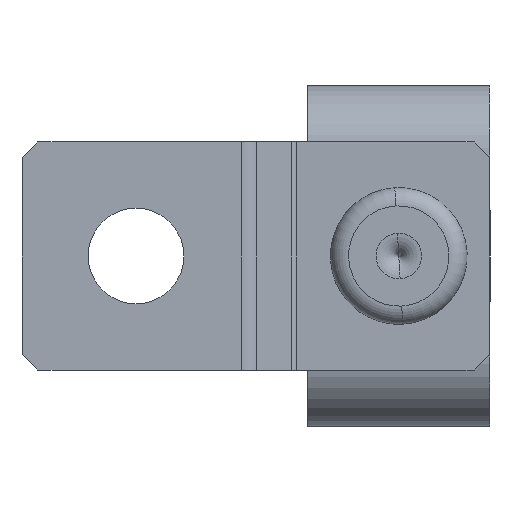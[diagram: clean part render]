
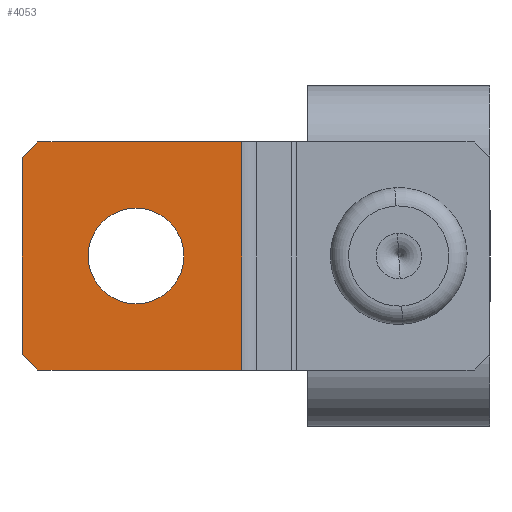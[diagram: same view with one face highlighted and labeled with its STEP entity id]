
A CAD part, front view. The second image highlights one B-rep face of the part: STEP entity #4053.
In plain terms, the highlighted planar face has unit normal (0, -1, 0).
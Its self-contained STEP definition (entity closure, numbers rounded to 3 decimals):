
#23 = CARTESIAN_POINT ( 'NONE',  ( 0.7, 0., -10. ) ) ;
#25 = LINE ( 'NONE', #3853, #4544 ) ;
#361 = CARTESIAN_POINT ( 'NONE',  ( -4.65, 0., -5.35 ) ) ;
#366 = VECTOR ( 'NONE', #3707, 1000. ) ;
#389 = DIRECTION ( 'NONE',  ( 0., -1., 0. ) ) ;
#511 = LINE ( 'NONE', #3264, #366 ) ;
#519 = CIRCLE ( 'NONE', #989, 2.1 ) ;
#535 = VERTEX_POINT ( 'NONE', #2586 ) ;
#577 = CARTESIAN_POINT ( 'NONE',  ( 0., 0., -0.7 ) ) ;
#653 = ORIENTED_EDGE ( 'NONE', *, *, #2407, .F. ) ;
#654 = LINE ( 'NONE', #361, #5043 ) ;
#699 = VERTEX_POINT ( 'NONE', #23 ) ;
#770 = DIRECTION ( 'NONE',  ( 0., 0., 1. ) ) ;
#810 = CARTESIAN_POINT ( 'NONE',  ( 5., 0., -5. ) ) ;
#928 = ORIENTED_EDGE ( 'NONE', *, *, #1604, .T. ) ;
#989 = AXIS2_PLACEMENT_3D ( 'NONE', #810, #3894, #1277 ) ;
#1027 = VERTEX_POINT ( 'NONE', #1240 ) ;
#1240 = CARTESIAN_POINT ( 'NONE',  ( 5., 0., -2.9 ) ) ;
#1277 = DIRECTION ( 'NONE',  ( 0., 0., -1. ) ) ;
#1460 = CARTESIAN_POINT ( 'NONE',  ( 0.35, 0., -9.65 ) ) ;
#1552 = CARTESIAN_POINT ( 'NONE',  ( 5., 0., -5. ) ) ;
#1571 = LINE ( 'NONE', #1460, #3750 ) ;
#1604 = EDGE_CURVE ( 'NONE', #699, #535, #2688, .T. ) ;
#1622 = VERTEX_POINT ( 'NONE', #2090 ) ;
#1900 = ORIENTED_EDGE ( 'NONE', *, *, #2374, .T. ) ;
#1986 = DIRECTION ( 'NONE',  ( 0., 0., -1. ) ) ;
#2016 = ORIENTED_EDGE ( 'NONE', *, *, #3520, .F. ) ;
#2030 = EDGE_CURVE ( 'NONE', #1027, #2451, #2611, .T. ) ;
#2081 = AXIS2_PLACEMENT_3D ( 'NONE', #2608, #389, #3458 ) ;
#2090 = CARTESIAN_POINT ( 'NONE',  ( 0., 0., -9.3 ) ) ;
#2144 = PLANE ( 'NONE',  #2081 ) ;
#2361 = VERTEX_POINT ( 'NONE', #3432 ) ;
#2374 = EDGE_CURVE ( 'NONE', #4588, #2645, #654, .T. ) ;
#2407 = EDGE_CURVE ( 'NONE', #2451, #1027, #519, .T. ) ;
#2438 = DIRECTION ( 'NONE',  ( 1., 0., 0. ) ) ;
#2451 = VERTEX_POINT ( 'NONE', #4780 ) ;
#2483 = ORIENTED_EDGE ( 'NONE', *, *, #3481, .F. ) ;
#2586 = CARTESIAN_POINT ( 'NONE',  ( 9.627, 0., -10. ) ) ;
#2608 = CARTESIAN_POINT ( 'NONE',  ( 0., 0., -10. ) ) ;
#2611 = CIRCLE ( 'NONE', #3856, 2.1 ) ;
#2645 = VERTEX_POINT ( 'NONE', #577 ) ;
#2688 = LINE ( 'NONE', #3212, #3697 ) ;
#2883 = EDGE_LOOP ( 'NONE', ( #2483, #2973, #928, #4601, #2016, #1900 ) ) ;
#2904 = EDGE_CURVE ( 'NONE', #535, #2361, #25, .T. ) ;
#2973 = ORIENTED_EDGE ( 'NONE', *, *, #4535, .T. ) ;
#3212 = CARTESIAN_POINT ( 'NONE',  ( 0., 0., -10. ) ) ;
#3264 = CARTESIAN_POINT ( 'NONE',  ( 0., 0., -10. ) ) ;
#3364 = EDGE_LOOP ( 'NONE', ( #4577, #653 ) ) ;
#3432 = CARTESIAN_POINT ( 'NONE',  ( 9.627, 0., 0. ) ) ;
#3457 = FACE_BOUND ( 'NONE', #3364, .T. ) ;
#3458 = DIRECTION ( 'NONE',  ( 0., 0., -1. ) ) ;
#3481 = EDGE_CURVE ( 'NONE', #1622, #2645, #511, .T. ) ;
#3520 = EDGE_CURVE ( 'NONE', #4588, #2361, #4890, .T. ) ;
#3605 = VECTOR ( 'NONE', #3725, 1000. ) ;
#3697 = VECTOR ( 'NONE', #2438, 1000. ) ;
#3707 = DIRECTION ( 'NONE',  ( 0., 0., 1. ) ) ;
#3725 = DIRECTION ( 'NONE',  ( 1., 0., 0. ) ) ;
#3750 = VECTOR ( 'NONE', #4496, 1000. ) ;
#3853 = CARTESIAN_POINT ( 'NONE',  ( 9.627, 0., -10. ) ) ;
#3856 = AXIS2_PLACEMENT_3D ( 'NONE', #1552, #4576, #1986 ) ;
#3894 = DIRECTION ( 'NONE',  ( 0., -1., 0. ) ) ;
#4053 = ADVANCED_FACE ( 'NONE', ( #3457, #5636 ), #2144, .T. ) ;
#4116 = CARTESIAN_POINT ( 'NONE',  ( 0.7, 0., 0. ) ) ;
#4145 = CARTESIAN_POINT ( 'NONE',  ( 0., 0., 0. ) ) ;
#4304 = DIRECTION ( 'NONE',  ( -0.707, 0., -0.707 ) ) ;
#4496 = DIRECTION ( 'NONE',  ( 0.707, 0., -0.707 ) ) ;
#4535 = EDGE_CURVE ( 'NONE', #1622, #699, #1571, .T. ) ;
#4544 = VECTOR ( 'NONE', #770, 1000. ) ;
#4576 = DIRECTION ( 'NONE',  ( 0., -1., 0. ) ) ;
#4577 = ORIENTED_EDGE ( 'NONE', *, *, #2030, .F. ) ;
#4588 = VERTEX_POINT ( 'NONE', #4116 ) ;
#4601 = ORIENTED_EDGE ( 'NONE', *, *, #2904, .T. ) ;
#4780 = CARTESIAN_POINT ( 'NONE',  ( 5., 0., -7.1 ) ) ;
#4890 = LINE ( 'NONE', #4145, #3605 ) ;
#5043 = VECTOR ( 'NONE', #4304, 1000. ) ;
#5636 = FACE_OUTER_BOUND ( 'NONE', #2883, .T. ) ;
